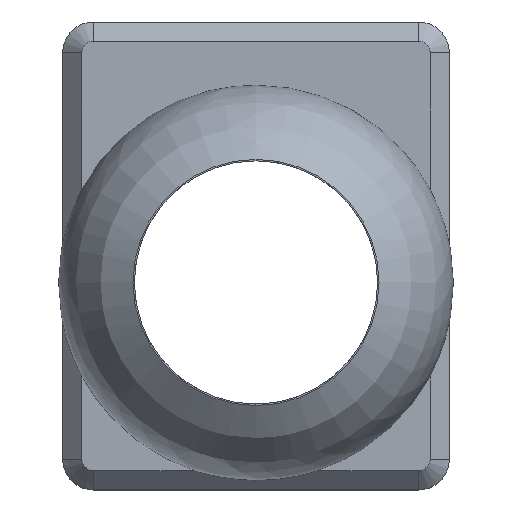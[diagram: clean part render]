
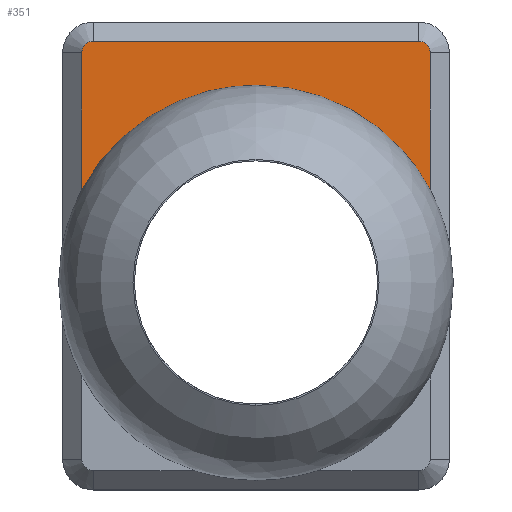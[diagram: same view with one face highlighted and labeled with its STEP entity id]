
A CAD part, top view. The second image highlights one B-rep face of the part: STEP entity #351.
In plain terms, the highlighted planar face has unit normal (0, 0, 1).
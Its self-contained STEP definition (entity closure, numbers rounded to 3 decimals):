
#47 = VERTEX_POINT('',#48);
#48 = CARTESIAN_POINT('',(-0.9,21.069,5.3));
#188 = VERTEX_POINT('',#189);
#189 = CARTESIAN_POINT('',(26.3,21.069,5.3));
#214 = EDGE_CURVE('',#215,#188,#217,.T.);
#215 = VERTEX_POINT('',#216);
#216 = CARTESIAN_POINT('',(12.7,29.211,5.3));
#217 = B_SPLINE_CURVE_WITH_KNOTS('',6,(#218,#219,#220,#221,#222,#223,
    #224,#225,#226,#227,#228,#229),.UNSPECIFIED.,.F.,.F.,(7,5,7),(0.,
    0.501,1.),.UNSPECIFIED.);
#218 = CARTESIAN_POINT('',(12.7,29.211,5.3));
#219 = CARTESIAN_POINT('',(14.089,29.211,5.3));
#220 = CARTESIAN_POINT('',(15.479,29.061,5.3));
#221 = CARTESIAN_POINT('',(16.848,28.761,5.3));
#222 = CARTESIAN_POINT('',(18.177,28.314,5.3));
#223 = CARTESIAN_POINT('',(19.446,27.728,5.3));
#224 = CARTESIAN_POINT('',(21.825,26.301,5.3));
#225 = CARTESIAN_POINT('',(22.936,25.46,5.3));
#226 = CARTESIAN_POINT('',(23.953,24.502,5.3));
#227 = CARTESIAN_POINT('',(24.86,23.44,5.3));
#228 = CARTESIAN_POINT('',(25.646,22.289,5.3));
#229 = CARTESIAN_POINT('',(26.3,21.069,5.3));
#247 = EDGE_CURVE('',#47,#215,#248,.T.);
#248 = B_SPLINE_CURVE_WITH_KNOTS('',8,(#249,#250,#251,#252,#253,#254,
    #255,#256,#257,#258,#259,#260,#261,#262,#263,#264,#265,#266,#267,
    #268,#269,#270,#271),.UNSPECIFIED.,.F.,.F.,(9,7,7,9),(0.,
    0.167,0.33,1.),.UNSPECIFIED.);
#249 = CARTESIAN_POINT('',(-0.9,21.069,5.3));
#250 = CARTESIAN_POINT('',(-0.736,21.375,5.3));
#251 = CARTESIAN_POINT('',(-0.563,21.678,5.3));
#252 = CARTESIAN_POINT('',(-0.383,21.976,5.3));
#253 = CARTESIAN_POINT('',(-0.196,22.269,5.3));
#254 = CARTESIAN_POINT('',(0.,22.558,5.3));
#255 = CARTESIAN_POINT('',(0.202,22.841,5.3));
#256 = CARTESIAN_POINT('',(0.412,23.119,5.3));
#257 = CARTESIAN_POINT('',(0.84,23.657,5.3));
#258 = CARTESIAN_POINT('',(1.058,23.917,5.3));
#259 = CARTESIAN_POINT('',(1.282,24.172,5.3));
#260 = CARTESIAN_POINT('',(1.513,24.42,5.3));
#261 = CARTESIAN_POINT('',(1.75,24.664,5.3));
#262 = CARTESIAN_POINT('',(1.993,24.901,5.3));
#263 = CARTESIAN_POINT('',(2.242,25.131,5.3));
#264 = CARTESIAN_POINT('',(3.542,26.277,5.3));
#265 = CARTESIAN_POINT('',(4.683,27.091,5.3));
#266 = CARTESIAN_POINT('',(5.905,27.785,5.3));
#267 = CARTESIAN_POINT('',(7.195,28.351,5.3));
#268 = CARTESIAN_POINT('',(8.536,28.78,5.3));
#269 = CARTESIAN_POINT('',(9.913,29.067,5.3));
#270 = CARTESIAN_POINT('',(11.307,29.211,5.3));
#271 = CARTESIAN_POINT('',(12.7,29.211,5.3));
#332 = VERTEX_POINT('',#333);
#333 = CARTESIAN_POINT('',(-0.9,31.75,5.3));
#341 = EDGE_CURVE('',#332,#47,#342,.T.);
#342 = LINE('',#343,#344);
#343 = CARTESIAN_POINT('',(-0.9,31.75,5.3));
#344 = VECTOR('',#345,1.);
#345 = DIRECTION('',(0.,-1.,0.));
#351 = ADVANCED_FACE('',(#352),#389,.T.);
#352 = FACE_BOUND('',#353,.T.);
#353 = EDGE_LOOP('',(#354,#363,#364,#365,#366,#374,#383));
#354 = ORIENTED_EDGE('',*,*,#355,.T.);
#355 = EDGE_CURVE('',#356,#332,#358,.T.);
#356 = VERTEX_POINT('',#357);
#357 = CARTESIAN_POINT('',(0.,32.65,5.3));
#358 = CIRCLE('',#359,0.9);
#359 = AXIS2_PLACEMENT_3D('',#360,#361,#362);
#360 = CARTESIAN_POINT('',(0.,31.75,5.3));
#361 = DIRECTION('',(0.,-0.,1.));
#362 = DIRECTION('',(0.,1.,0.));
#363 = ORIENTED_EDGE('',*,*,#341,.T.);
#364 = ORIENTED_EDGE('',*,*,#247,.T.);
#365 = ORIENTED_EDGE('',*,*,#214,.T.);
#366 = ORIENTED_EDGE('',*,*,#367,.T.);
#367 = EDGE_CURVE('',#188,#368,#370,.T.);
#368 = VERTEX_POINT('',#369);
#369 = CARTESIAN_POINT('',(26.3,31.75,5.3));
#370 = LINE('',#371,#372);
#371 = CARTESIAN_POINT('',(26.3,0.,5.3));
#372 = VECTOR('',#373,1.);
#373 = DIRECTION('',(0.,1.,0.));
#374 = ORIENTED_EDGE('',*,*,#375,.T.);
#375 = EDGE_CURVE('',#368,#376,#378,.T.);
#376 = VERTEX_POINT('',#377);
#377 = CARTESIAN_POINT('',(25.4,32.65,5.3));
#378 = CIRCLE('',#379,0.9);
#379 = AXIS2_PLACEMENT_3D('',#380,#381,#382);
#380 = CARTESIAN_POINT('',(25.4,31.75,5.3));
#381 = DIRECTION('',(0.,0.,1.));
#382 = DIRECTION('',(1.,0.,0.));
#383 = ORIENTED_EDGE('',*,*,#384,.T.);
#384 = EDGE_CURVE('',#376,#356,#385,.T.);
#385 = LINE('',#386,#387);
#386 = CARTESIAN_POINT('',(25.4,32.65,5.3));
#387 = VECTOR('',#388,1.);
#388 = DIRECTION('',(-1.,0.,0.));
#389 = PLANE('',#390);
#390 = AXIS2_PLACEMENT_3D('',#391,#392,#393);
#391 = CARTESIAN_POINT('',(12.7,15.875,5.3));
#392 = DIRECTION('',(0.,0.,1.));
#393 = DIRECTION('',(1.,0.,0.));
